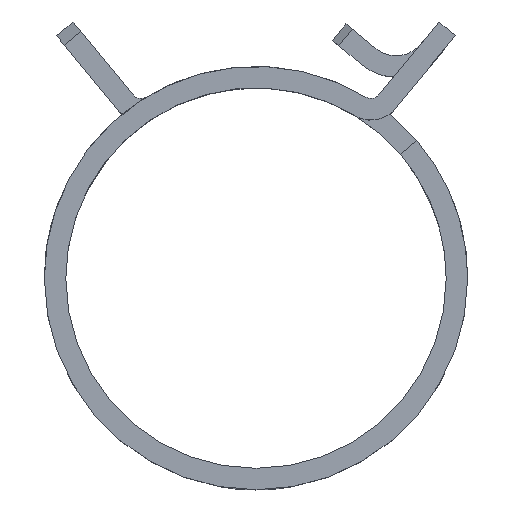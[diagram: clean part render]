
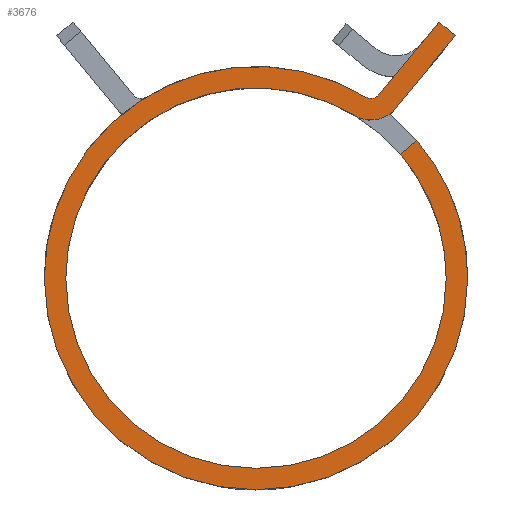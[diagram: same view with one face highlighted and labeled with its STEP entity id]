
A CAD part, top view. The second image highlights one B-rep face of the part: STEP entity #3676.
In plain terms, the highlighted planar face has unit normal (0, 0, 1).
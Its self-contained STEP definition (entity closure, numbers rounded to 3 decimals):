
#11 = DIRECTION ( 'NONE',  ( 1., 0., 0. ) ) ;
#48 = CARTESIAN_POINT ( 'NONE',  ( 9.641, 15.906, 6. ) ) ;
#363 = VECTOR ( 'NONE', #1171, 1000. ) ;
#368 = DIRECTION ( 'NONE',  ( 0., 0., 1. ) ) ;
#444 = ORIENTED_EDGE ( 'NONE', *, *, #4149, .F. ) ;
#465 = DIRECTION ( 'NONE',  ( 0., 0., 1. ) ) ;
#483 = CARTESIAN_POINT ( 'NONE',  ( 0., 0., 6. ) ) ;
#488 = CARTESIAN_POINT ( 'NONE',  ( 19.5, 23.712, 6. ) ) ;
#537 = CARTESIAN_POINT ( 'NONE',  ( 0., 0., 6. ) ) ;
#579 = DIRECTION ( 'NONE',  ( 0., 0., 1. ) ) ;
#643 = CIRCLE ( 'NONE', #5518, 18.6 ) ;
#653 = EDGE_CURVE ( 'NONE', #1179, #2265, #3902, .T. ) ;
#696 = EDGE_CURVE ( 'NONE', #2051, #6095, #1699, .T. ) ;
#699 = DIRECTION ( 'NONE',  ( -0.635, -0.772, 0. ) ) ;
#713 = DIRECTION ( 'NONE',  ( 0., 0., -1. ) ) ;
#759 = EDGE_CURVE ( 'NONE', #1488, #1297, #5843, .T. ) ;
#925 = CARTESIAN_POINT ( 'NONE',  ( 20.7, 0., 6. ) ) ;
#932 = AXIS2_PLACEMENT_3D ( 'NONE', #3208, #368, #3675 ) ;
#953 = AXIS2_PLACEMENT_3D ( 'NONE', #1106, #713, #5855 ) ;
#961 = DIRECTION ( 'NONE',  ( 1., 0., 0. ) ) ;
#972 = DIRECTION ( 'NONE',  ( 1., 0., 0. ) ) ;
#1062 = CARTESIAN_POINT ( 'NONE',  ( 0., 0., 6. ) ) ;
#1106 = CARTESIAN_POINT ( 'NONE',  ( 11.248, 18.557, 6. ) ) ;
#1148 = ORIENTED_EDGE ( 'NONE', *, *, #3160, .F. ) ;
#1171 = DIRECTION ( 'NONE',  ( 0.772, -0.635, 0. ) ) ;
#1179 = VERTEX_POINT ( 'NONE', #4952 ) ;
#1244 = CIRCLE ( 'NONE', #953, 3.1 ) ;
#1297 = VERTEX_POINT ( 'NONE', #3201 ) ;
#1378 = DIRECTION ( 'NONE',  ( -0.635, -0.772, 0. ) ) ;
#1455 = AXIS2_PLACEMENT_3D ( 'NONE', #4865, #5771, #5395 ) ;
#1488 = VERTEX_POINT ( 'NONE', #5061 ) ;
#1647 = AXIS2_PLACEMENT_3D ( 'NONE', #1062, #4279, #11 ) ;
#1699 = CIRCLE ( 'NONE', #5086, 20.7 ) ;
#1756 = VERTEX_POINT ( 'NONE', #3381 ) ;
#1924 = VECTOR ( 'NONE', #699, 1000. ) ;
#1941 = DIRECTION ( 'NONE',  ( 0., 0., 1. ) ) ;
#1957 = CIRCLE ( 'NONE', #1647, 18.6 ) ;
#1980 = CARTESIAN_POINT ( 'NONE',  ( 15.725, 13.462, 6. ) ) ;
#1995 = EDGE_CURVE ( 'NONE', #3961, #1179, #643, .T. ) ;
#2001 = EDGE_CURVE ( 'NONE', #1756, #2051, #2823, .T. ) ;
#2051 = VERTEX_POINT ( 'NONE', #925 ) ;
#2157 = CARTESIAN_POINT ( 'NONE',  ( 17.878, 25.045, 6. ) ) ;
#2164 = CIRCLE ( 'NONE', #3446, 20.7 ) ;
#2176 = AXIS2_PLACEMENT_3D ( 'NONE', #537, #5264, #961 ) ;
#2207 = ORIENTED_EDGE ( 'NONE', *, *, #696, .T. ) ;
#2239 = DIRECTION ( 'NONE',  ( 0., 0., 1. ) ) ;
#2265 = VERTEX_POINT ( 'NONE', #5058 ) ;
#2320 = VERTEX_POINT ( 'NONE', #5533 ) ;
#2451 = EDGE_CURVE ( 'NONE', #2265, #2320, #1957, .T. ) ;
#2512 = VERTEX_POINT ( 'NONE', #5468 ) ;
#2648 = ORIENTED_EDGE ( 'NONE', *, *, #5748, .T. ) ;
#2795 = ORIENTED_EDGE ( 'NONE', *, *, #3456, .F. ) ;
#2823 = CIRCLE ( 'NONE', #932, 20.7 ) ;
#2908 = CARTESIAN_POINT ( 'NONE',  ( 0., 0., 6. ) ) ;
#3015 = LINE ( 'NONE', #4363, #363 ) ;
#3022 = ORIENTED_EDGE ( 'NONE', *, *, #2451, .F. ) ;
#3160 = EDGE_CURVE ( 'NONE', #1488, #5211, #3015, .T. ) ;
#3201 = CARTESIAN_POINT ( 'NONE',  ( 12.02, 17.922, 6. ) ) ;
#3208 = CARTESIAN_POINT ( 'NONE',  ( 0., 0., 6. ) ) ;
#3218 = DIRECTION ( 'NONE',  ( 0.76, 0.65, 0. ) ) ;
#3357 = LINE ( 'NONE', #6119, #3459 ) ;
#3381 = CARTESIAN_POINT ( 'NONE',  ( -20.7, 0., 6. ) ) ;
#3431 = CARTESIAN_POINT ( 'NONE',  ( 13.642, 16.588, 6. ) ) ;
#3446 = AXIS2_PLACEMENT_3D ( 'NONE', #4228, #465, #4263 ) ;
#3456 = EDGE_CURVE ( 'NONE', #5211, #4655, #3357, .T. ) ;
#3459 = VECTOR ( 'NONE', #1378, 1000. ) ;
#3675 = DIRECTION ( 'NONE',  ( 1., 0., 0. ) ) ;
#3676 = ADVANCED_FACE ( 'NONE', ( #5203 ), #5831, .T. ) ;
#3824 = ORIENTED_EDGE ( 'NONE', *, *, #1995, .F. ) ;
#3902 = CIRCLE ( 'NONE', #4684, 18.6 ) ;
#3961 = VERTEX_POINT ( 'NONE', #48 ) ;
#4041 = ORIENTED_EDGE ( 'NONE', *, *, #5561, .T. ) ;
#4141 = DIRECTION ( 'NONE',  ( 1., 0., 0. ) ) ;
#4149 = EDGE_CURVE ( 'NONE', #2320, #6095, #5847, .T. ) ;
#4187 = ORIENTED_EDGE ( 'NONE', *, *, #5034, .F. ) ;
#4228 = CARTESIAN_POINT ( 'NONE',  ( 0., 0., 6. ) ) ;
#4263 = DIRECTION ( 'NONE',  ( 1., 0., 0. ) ) ;
#4279 = DIRECTION ( 'NONE',  ( 0., 0., 1. ) ) ;
#4363 = CARTESIAN_POINT ( 'NONE',  ( 17.878, 25.045, 6. ) ) ;
#4536 = CIRCLE ( 'NONE', #1455, 1. ) ;
#4609 = ORIENTED_EDGE ( 'NONE', *, *, #653, .F. ) ;
#4621 = EDGE_LOOP ( 'NONE', ( #2648, #5421, #2207, #444, #3022, #4609, #3824, #4187, #2795, #1148, #5426, #4041 ) ) ;
#4655 = VERTEX_POINT ( 'NONE', #3431 ) ;
#4684 = AXIS2_PLACEMENT_3D ( 'NONE', #483, #579, #972 ) ;
#4746 = DIRECTION ( 'NONE',  ( 1., 0., 0. ) ) ;
#4865 = CARTESIAN_POINT ( 'NONE',  ( 11.248, 18.557, 6. ) ) ;
#4952 = CARTESIAN_POINT ( 'NONE',  ( -18.6, 0., 6. ) ) ;
#4963 = VECTOR ( 'NONE', #3218, 1000. ) ;
#5034 = EDGE_CURVE ( 'NONE', #4655, #3961, #1244, .T. ) ;
#5058 = CARTESIAN_POINT ( 'NONE',  ( 18.6, 0., 6. ) ) ;
#5061 = CARTESIAN_POINT ( 'NONE',  ( 17.878, 25.045, 6. ) ) ;
#5086 = AXIS2_PLACEMENT_3D ( 'NONE', #2908, #1941, #4746 ) ;
#5203 = FACE_OUTER_BOUND ( 'NONE', #4621, .T. ) ;
#5211 = VERTEX_POINT ( 'NONE', #488 ) ;
#5264 = DIRECTION ( 'NONE',  ( 0., 0., 1. ) ) ;
#5395 = DIRECTION ( 'NONE',  ( 1., 0., 0. ) ) ;
#5421 = ORIENTED_EDGE ( 'NONE', *, *, #2001, .T. ) ;
#5426 = ORIENTED_EDGE ( 'NONE', *, *, #759, .T. ) ;
#5468 = CARTESIAN_POINT ( 'NONE',  ( 10.729, 17.702, 6. ) ) ;
#5518 = AXIS2_PLACEMENT_3D ( 'NONE', #5951, #2239, #4141 ) ;
#5533 = CARTESIAN_POINT ( 'NONE',  ( 14.129, 12.096, 6. ) ) ;
#5561 = EDGE_CURVE ( 'NONE', #1297, #2512, #4536, .T. ) ;
#5748 = EDGE_CURVE ( 'NONE', #2512, #1756, #2164, .T. ) ;
#5771 = DIRECTION ( 'NONE',  ( 0., 0., -1. ) ) ;
#5831 = PLANE ( 'NONE',  #2176 ) ;
#5843 = LINE ( 'NONE', #2157, #1924 ) ;
#5847 = LINE ( 'NONE', #5932, #4963 ) ;
#5855 = DIRECTION ( 'NONE',  ( -1., 0., 0. ) ) ;
#5932 = CARTESIAN_POINT ( 'NONE',  ( 14.129, 12.096, 6. ) ) ;
#5951 = CARTESIAN_POINT ( 'NONE',  ( 0., 0., 6. ) ) ;
#6095 = VERTEX_POINT ( 'NONE', #1980 ) ;
#6119 = CARTESIAN_POINT ( 'NONE',  ( 19.5, 23.712, 6. ) ) ;
